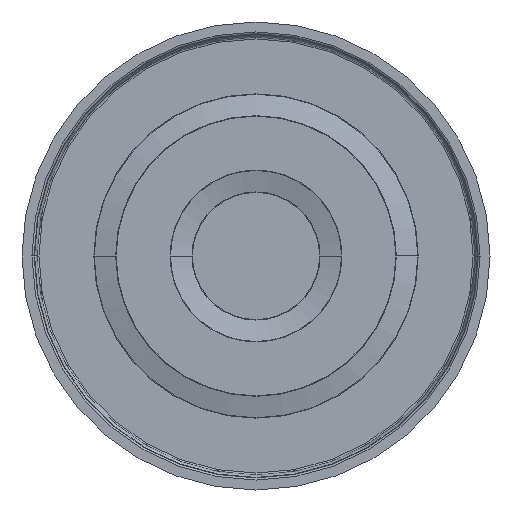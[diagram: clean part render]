
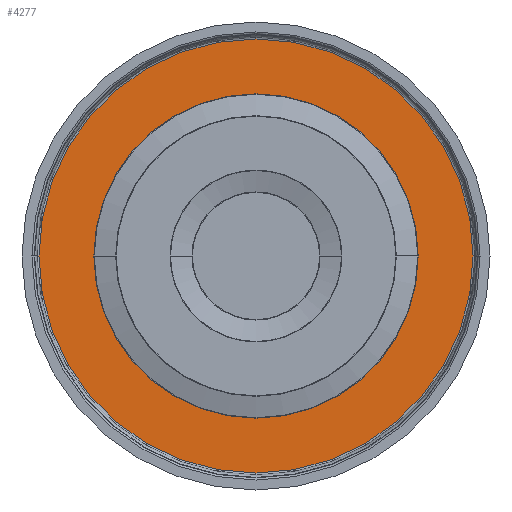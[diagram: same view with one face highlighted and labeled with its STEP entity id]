
A CAD part, front view. The second image highlights one B-rep face of the part: STEP entity #4277.
In plain terms, the highlighted planar face has unit normal (0, -1, 0).
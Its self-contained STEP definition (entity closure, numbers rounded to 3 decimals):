
#94 = DIRECTION ( 'NONE',  ( -1., 0., 0. ) ) ;
#216 = CARTESIAN_POINT ( 'NONE',  ( 0., 23., 0. ) ) ;
#238 = EDGE_CURVE ( 'NONE', #4384, #4967, #5057, .T. ) ;
#350 = CARTESIAN_POINT ( 'NONE',  ( 0., 23., 0. ) ) ;
#448 = DIRECTION ( 'NONE',  ( -1., 0., 0. ) ) ;
#680 = EDGE_LOOP ( 'NONE', ( #2037, #3662 ) ) ;
#713 = EDGE_CURVE ( 'NONE', #4967, #4384, #1181, .T. ) ;
#812 = DIRECTION ( 'NONE',  ( 0., 1., 0. ) ) ;
#887 = DIRECTION ( 'NONE',  ( 0., 1., 0. ) ) ;
#979 = AXIS2_PLACEMENT_3D ( 'NONE', #216, #4814, #3699 ) ;
#1181 = CIRCLE ( 'NONE', #5367, 27.653 ) ;
#1623 = EDGE_CURVE ( 'NONE', #2244, #5774, #3004, .T. ) ;
#1752 = CARTESIAN_POINT ( 'NONE',  ( -37.009, 23., 0. ) ) ;
#2037 = ORIENTED_EDGE ( 'NONE', *, *, #713, .T. ) ;
#2159 = AXIS2_PLACEMENT_3D ( 'NONE', #5895, #887, #2887 ) ;
#2244 = VERTEX_POINT ( 'NONE', #4000 ) ;
#2281 = CARTESIAN_POINT ( 'NONE',  ( -27.653, 23., 0. ) ) ;
#2513 = EDGE_CURVE ( 'NONE', #5774, #2244, #5554, .T. ) ;
#2699 = CARTESIAN_POINT ( 'NONE',  ( 27.482, 23., 0. ) ) ;
#2733 = PLANE ( 'NONE',  #3397 ) ;
#2887 = DIRECTION ( 'NONE',  ( -1., 0., 0. ) ) ;
#3004 = CIRCLE ( 'NONE', #979, 37.009 ) ;
#3238 = FACE_BOUND ( 'NONE', #680, .T. ) ;
#3274 = DIRECTION ( 'NONE',  ( 0., 1., 0. ) ) ;
#3295 = AXIS2_PLACEMENT_3D ( 'NONE', #350, #812, #448 ) ;
#3397 = AXIS2_PLACEMENT_3D ( 'NONE', #2699, #3274, #94 ) ;
#3662 = ORIENTED_EDGE ( 'NONE', *, *, #238, .T. ) ;
#3699 = DIRECTION ( 'NONE',  ( -1., 0., 0. ) ) ;
#3885 = CARTESIAN_POINT ( 'NONE',  ( 0., 23., 0. ) ) ;
#3909 = CARTESIAN_POINT ( 'NONE',  ( 27.653, 23., 0. ) ) ;
#4000 = CARTESIAN_POINT ( 'NONE',  ( 37.009, 23., 0. ) ) ;
#4147 = ORIENTED_EDGE ( 'NONE', *, *, #1623, .F. ) ;
#4277 = ADVANCED_FACE ( 'NONE', ( #3238, #4316 ), #2733, .F. ) ;
#4316 = FACE_OUTER_BOUND ( 'NONE', #6269, .T. ) ;
#4384 = VERTEX_POINT ( 'NONE', #3909 ) ;
#4814 = DIRECTION ( 'NONE',  ( 0., 1., 0. ) ) ;
#4967 = VERTEX_POINT ( 'NONE', #2281 ) ;
#5057 = CIRCLE ( 'NONE', #2159, 27.653 ) ;
#5367 = AXIS2_PLACEMENT_3D ( 'NONE', #3885, #5944, #5504 ) ;
#5504 = DIRECTION ( 'NONE',  ( -1., 0., 0. ) ) ;
#5554 = CIRCLE ( 'NONE', #3295, 37.009 ) ;
#5575 = ORIENTED_EDGE ( 'NONE', *, *, #2513, .F. ) ;
#5774 = VERTEX_POINT ( 'NONE', #1752 ) ;
#5895 = CARTESIAN_POINT ( 'NONE',  ( 0., 23., 0. ) ) ;
#5944 = DIRECTION ( 'NONE',  ( 0., 1., 0. ) ) ;
#6269 = EDGE_LOOP ( 'NONE', ( #5575, #4147 ) ) ;
